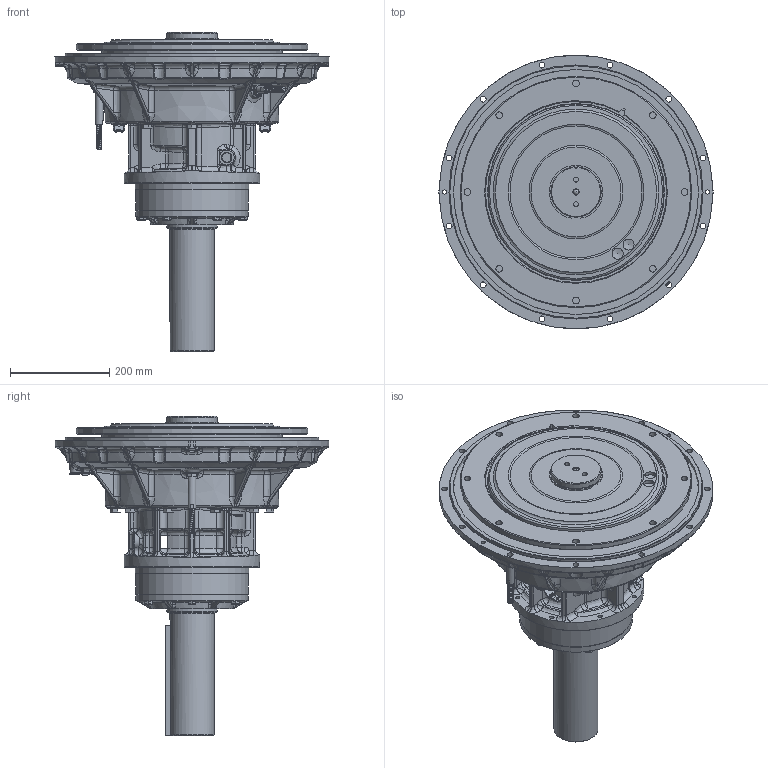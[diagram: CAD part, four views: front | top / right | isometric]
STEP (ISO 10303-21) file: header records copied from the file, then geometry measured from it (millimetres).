
FILE_DESCRIPTION (( 'STEP AP214' ), '1' );
FILE_NAME ('1029134B.step', '2021-03-29T20:48:18', ( 'TDI' ), ( 'Twin Disc Inc' ), 'SwSTEP 2.0', 'SolidWorks 2019', '' );
FILE_SCHEMA (( 'AUTOMOTIVE_DESIGN' ));
Length unit declared in the file: inch
Products named in the file (1): 1029134B
Bounding box: 554.04 x 552.29 x 644 mm (x, y, z)
Surface area: 1467636.8 mm2 (no closed solid volume)
Topology: 0 solids, 53 shells, 1822 faces, 4883 edges, 3025 vertices
Faces by surface type: bspline 604, plane 414, cylinder 366, torus 196, sphere 146, cone 96
Full cylindrical faces by diameter (mm): 4.75 x2, 8 x12, 8.5 x14, 10.2 x2, 10.797 x1, 11.887 x12, 12 x1, 13.494 x8, 15.875 x2, 19.05 x2, 22.225 x2, 25.4 x2, 30.175 x3, 88.887 x1, 101.6 x1, 135.026 x1, 227 x1, 227.5 x1, 228.57 x1, 273 x1, 276 x1, 278 x1, 346.913 x1, 356.743 x1, 466.661 x1, 511.111 x1
Entity records: 110685 total; most frequent: CARTESIAN_POINT 48110, ORIENTED_EDGE 8359, DIRECTION 7274, EDGE_CURVE 4688, AXIS2_PLACEMENT_3D 3086, VERTEX_POINT 2952, EDGE_LOOP 2057, FACE_OUTER_BOUND 1887
